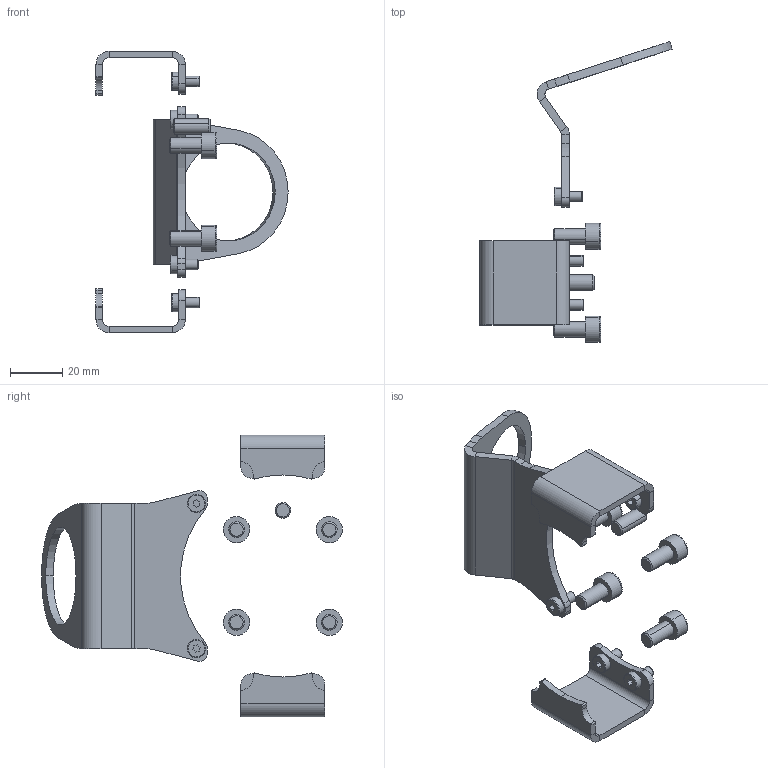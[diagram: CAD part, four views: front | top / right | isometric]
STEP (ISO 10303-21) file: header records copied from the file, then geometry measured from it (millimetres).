
FILE_DESCRIPTION (( 'STEP AP203' ), '1' );
FILE_NAME ('P5317.STEP', '2020-02-04T07:18:33', ( '' ), ( '' ), 'SwSTEP 2.0', 'SolidWorks 2017', '' );
FILE_SCHEMA (( 'CONFIG_CONTROL_DESIGN' ));
Length unit declared in the file: millimetre
Products named in the file (1): P5317
Bounding box: 73.25 x 114.64 x 107.27 mm (x, y, z)
Volume: 24145.7 mm3; surface area: 20966.9 mm2
Topology: 14 solids, 14 shells, 304 faces, 676 edges, 420 vertices
Faces by surface type: plane 160, cylinder 100, cone 24, torus 20
Entity records: 8447 total; most frequent: DIRECTION 1550, CARTESIAN_POINT 1401, ORIENTED_EDGE 1352, EDGE_CURVE 676, AXIS2_PLACEMENT_3D 569, VERTEX_POINT 420, LINE 412, VECTOR 412
